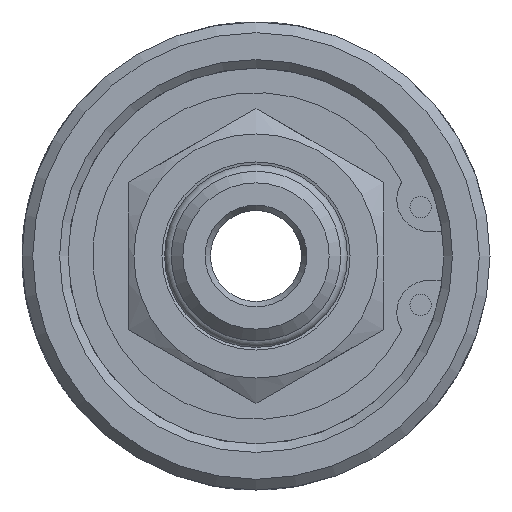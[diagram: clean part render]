
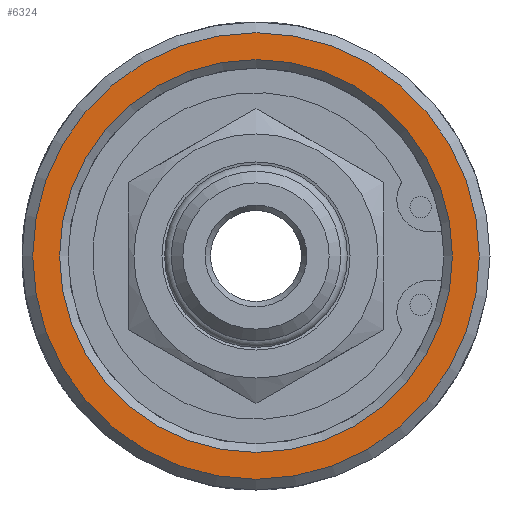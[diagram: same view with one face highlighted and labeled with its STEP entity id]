
A CAD part, left-side view. The second image highlights one B-rep face of the part: STEP entity #6324.
In plain terms, the highlighted planar face has unit normal (-1, 0, 0).
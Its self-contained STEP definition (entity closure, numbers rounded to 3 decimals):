
#668=FACE_BOUND('',#1943,.T.);
#1446=PLANE('',#6751);
#1566=FACE_OUTER_BOUND('',#1942,.T.);
#1942=EDGE_LOOP('',(#4329));
#1943=EDGE_LOOP('',(#4330));
#2374=CIRCLE('',#6746,18.34);
#2378=CIRCLE('',#6752,20.85);
#2636=VERTEX_POINT('',#9023);
#2640=VERTEX_POINT('',#9035);
#3313=EDGE_CURVE('',#2636,#2636,#2374,.T.);
#3318=EDGE_CURVE('',#2640,#2640,#2378,.T.);
#4329=ORIENTED_EDGE('',*,*,#3318,.F.);
#4330=ORIENTED_EDGE('',*,*,#3313,.F.);
#6324=ADVANCED_FACE('',(#1566,#668),#1446,.T.);
#6746=AXIS2_PLACEMENT_3D('',#9025,#7287,#7288);
#6751=AXIS2_PLACEMENT_3D('',#9034,#7298,#7299);
#6752=AXIS2_PLACEMENT_3D('',#9036,#7300,#7301);
#7287=DIRECTION('center_axis',(-1.,0.,0.));
#7288=DIRECTION('ref_axis',(0.,-1.,0.));
#7298=DIRECTION('center_axis',(-1.,0.,0.));
#7299=DIRECTION('ref_axis',(0.,0.,1.));
#7300=DIRECTION('center_axis',(1.,0.,0.));
#7301=DIRECTION('ref_axis',(0.,-1.,0.));
#9023=CARTESIAN_POINT('',(0.,18.34,0.));
#9025=CARTESIAN_POINT('Origin',(0.,0.,0.));
#9034=CARTESIAN_POINT('Origin',(0.,10.925,0.));
#9035=CARTESIAN_POINT('',(0.,20.85,0.));
#9036=CARTESIAN_POINT('Origin',(0.,0.,0.));
